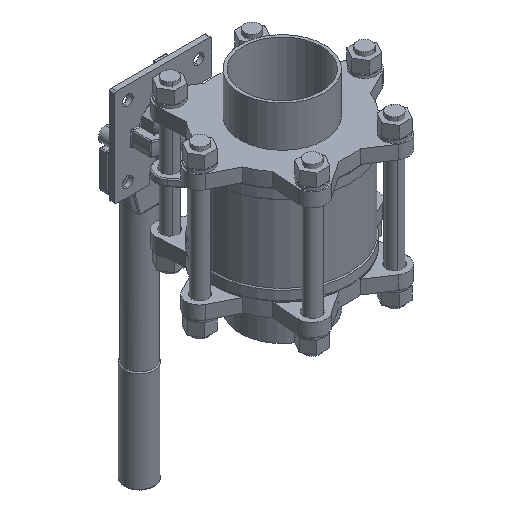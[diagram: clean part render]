
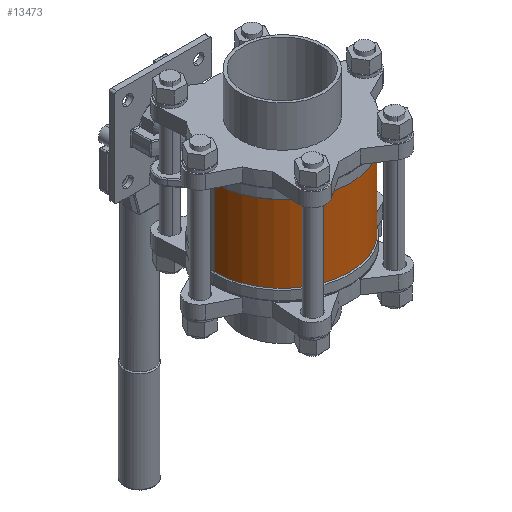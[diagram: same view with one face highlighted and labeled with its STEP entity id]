
A CAD part, isometric view. The second image highlights one B-rep face of the part: STEP entity #13473.
In plain terms, the highlighted cylindrical face has radius 83.693 mm (diameter 167.386 mm), a partial arc.
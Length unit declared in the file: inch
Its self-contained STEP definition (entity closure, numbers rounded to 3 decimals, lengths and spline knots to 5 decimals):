
#1690 = CARTESIAN_POINT ( 'NONE',  ( 3.295, 0., -1.8785 ) ) ;
#1903 = CIRCLE ( 'NONE', #21540, 3.295 ) ;
#2462 = DIRECTION ( 'NONE',  ( 0., 0., 1. ) ) ;
#3094 = AXIS2_PLACEMENT_3D ( 'NONE', #14498, #2462, #16512 ) ;
#3950 = DIRECTION ( 'NONE',  ( 0., 0., 1. ) ) ;
#5119 = FACE_OUTER_BOUND ( 'NONE', #14206, .T. ) ;
#5279 = EDGE_CURVE ( 'NONE', #7701, #10938, #19329, .T. ) ;
#5606 = CARTESIAN_POINT ( 'NONE',  ( -3.295, 0., -1.8785 ) ) ;
#6860 = VERTEX_POINT ( 'NONE', #1690 ) ;
#7476 = VECTOR ( 'NONE', #22588, 39.37008 ) ;
#7701 = VERTEX_POINT ( 'NONE', #11886 ) ;
#7822 = VECTOR ( 'NONE', #3950, 39.37008 ) ;
#7972 = DIRECTION ( 'NONE',  ( 0., 0., 1. ) ) ;
#8053 = CARTESIAN_POINT ( 'NONE',  ( 0., 0., -1.8785 ) ) ;
#10074 = DIRECTION ( 'NONE',  ( 1., 0., 0. ) ) ;
#10498 = CARTESIAN_POINT ( 'NONE',  ( 3.295, 0., 0. ) ) ;
#10938 = VERTEX_POINT ( 'NONE', #19155 ) ;
#11299 = ORIENTED_EDGE ( 'NONE', *, *, #24982, .T. ) ;
#11886 = CARTESIAN_POINT ( 'NONE',  ( -3.295, 0., 1.8785 ) ) ;
#11911 = ORIENTED_EDGE ( 'NONE', *, *, #16139, .F. ) ;
#12853 = LINE ( 'NONE', #10498, #7476 ) ;
#13473 = ADVANCED_FACE ( 'NONE', ( #5119 ), #25288, .T. ) ;
#14206 = EDGE_LOOP ( 'NONE', ( #11911, #11299, #20924, #19885 ) ) ;
#14498 = CARTESIAN_POINT ( 'NONE',  ( 0., 0., 1.8785 ) ) ;
#16139 = EDGE_CURVE ( 'NONE', #23676, #7701, #23923, .T. ) ;
#16512 = DIRECTION ( 'NONE',  ( 1., 0., 0. ) ) ;
#16952 = EDGE_CURVE ( 'NONE', #6860, #10938, #12853, .T. ) ;
#19155 = CARTESIAN_POINT ( 'NONE',  ( 3.295, 0., 1.8785 ) ) ;
#19329 = CIRCLE ( 'NONE', #3094, 3.295 ) ;
#19885 = ORIENTED_EDGE ( 'NONE', *, *, #5279, .F. ) ;
#20052 = CARTESIAN_POINT ( 'NONE',  ( 0., 0., 0. ) ) ;
#20924 = ORIENTED_EDGE ( 'NONE', *, *, #16952, .T. ) ;
#21451 = AXIS2_PLACEMENT_3D ( 'NONE', #20052, #7972, #24113 ) ;
#21540 = AXIS2_PLACEMENT_3D ( 'NONE', #8053, #22159, #10074 ) ;
#22095 = CARTESIAN_POINT ( 'NONE',  ( -3.295, 0., 0. ) ) ;
#22159 = DIRECTION ( 'NONE',  ( 0., 0., 1. ) ) ;
#22588 = DIRECTION ( 'NONE',  ( 0., 0., 1. ) ) ;
#23676 = VERTEX_POINT ( 'NONE', #5606 ) ;
#23923 = LINE ( 'NONE', #22095, #7822 ) ;
#24113 = DIRECTION ( 'NONE',  ( 1., 0., 0. ) ) ;
#24982 = EDGE_CURVE ( 'NONE', #23676, #6860, #1903, .T. ) ;
#25288 = CYLINDRICAL_SURFACE ( 'NONE', #21451, 3.295 ) ;
